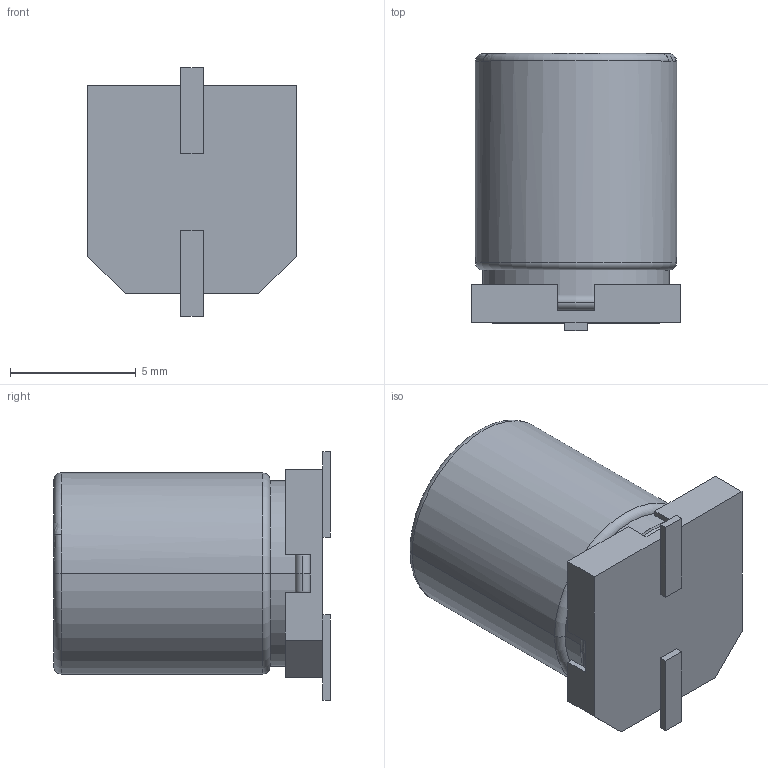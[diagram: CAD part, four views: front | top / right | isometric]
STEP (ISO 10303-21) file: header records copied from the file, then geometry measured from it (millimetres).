
FILE_DESCRIPTION(('FreeCAD Model'),'2;1');
FILE_NAME('47uF_25V_5mm_DIA_6mmH.step','2020-08-06T16:22:42',('Author' ),(''),'Open CASCADE STEP processor 7.3','FreeCAD','Unknown');
FILE_SCHEMA(('AUTOMOTIVE_DESIGN { 1 0 10303 214 1 1 1 1 }'));
Length unit declared in the file: millimetre
Products named in the file (3): SMD_cap_code_size_F; SMD_capasitor_base; SMD_capasitor_body
Assembly tree (2 placements, depth 2):
  SMD_cap_code_size_F
    SMD_capasitor_base
    SMD_capasitor_body
Bounding box: 8.3 x 11.01 x 9.9 mm (x, y, z)
Volume: 552 mm3; surface area: 552.9 mm2
Topology: 2 solids, 2 shells, 136 faces, 357 edges, 233 vertices
Faces by surface type: plane 98, bspline 20, torus 10, cylinder 8
Entity records: 11263 total; most frequent: CARTESIAN_POINT 3283, DIRECTION 1208, LINE 889, VECTOR 889, ORIENTED_EDGE 714, PCURVE 714, DEFINITIONAL_REPRESENTATION 714, EDGE_CURVE 357
